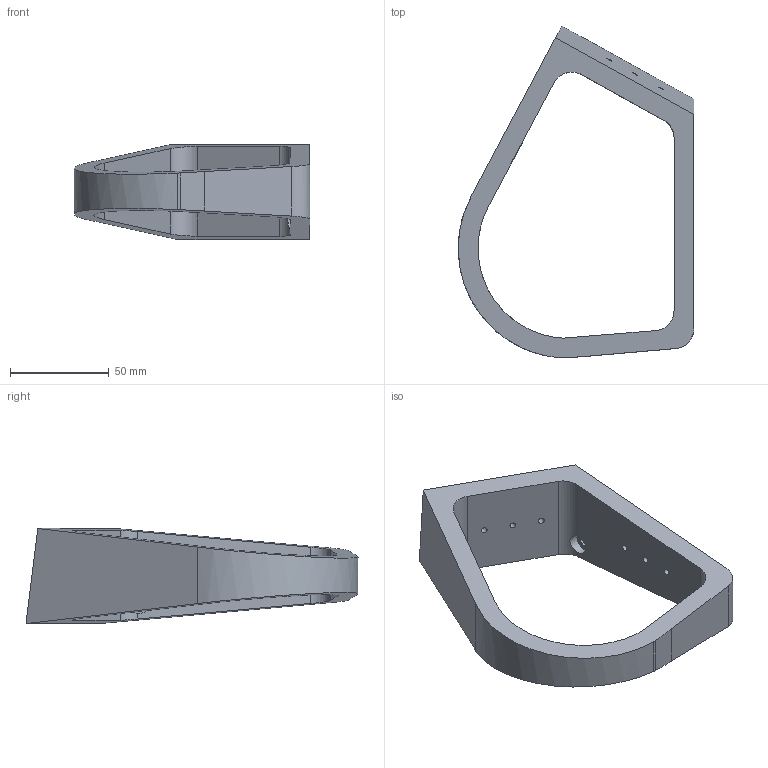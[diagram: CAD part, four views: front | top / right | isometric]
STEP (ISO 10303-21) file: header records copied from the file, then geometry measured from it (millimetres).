
FILE_DESCRIPTION(/* description */ ('STEP AP242','CAx-IF Rec.Pracs.---Representation and Presentation of Product Manufacturing Information (PMI)---4.0---2014-10-13','CAx-IF Rec.Pracs.---3D Tessellated Geometry---0.4---2014-09-14','2;1'),/* implementation_level */ '2;1');
FILE_NAME(/* name */ 'Firebird - Blade - Top',/* time_stamp */ '2025-01-08T04:38:07Z',/* author */ (''),/* organization */ (''),/* preprocessor_version */ 'ST-DEVELOPER v20',/* originating_system */ 'ONSHAPE BY PTC INC, 1.191',/* authorisation */ ' ');
FILE_SCHEMA (('AP242_MANAGED_MODEL_BASED_3D_ENGINEERING_MIM_LF { 1 0 10303 442 1 1 4 }'));
Length unit declared in the file: metre
Products named in the file (1): Blade - Top
Bounding box: 119.04 x 167.73 x 48.05 mm (x, y, z)
Volume: 153981.3 mm3; surface area: 38133.8 mm2
Topology: 1 solids, 1 shells, 30 faces, 90 edges, 62 vertices
Faces by surface type: cylinder 19, plane 9, bspline 2
Full cylindrical faces by diameter (mm): 3 x6, 5.5 x1, 10 x1
Entity records: 1015 total; most frequent: CARTESIAN_POINT 201, DIRECTION 166, ORIENTED_EDGE 150, EDGE_CURVE 75, AXIS2_PLACEMENT_3D 67, VERTEX_POINT 55, EDGE_LOOP 54, FACE_BOUND 54
